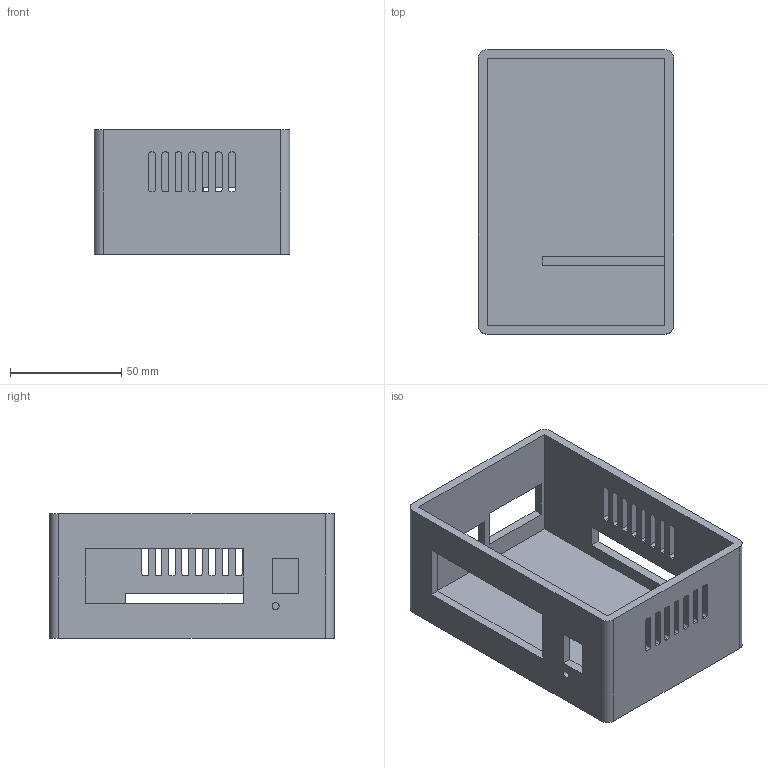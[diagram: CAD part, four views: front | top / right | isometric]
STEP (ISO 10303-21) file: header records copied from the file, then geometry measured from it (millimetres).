
FILE_DESCRIPTION(('STEP AP242'), '1');
FILE_NAME('êîðïóñ v5', '2026-01-20T12:19:54', ('amir'), (''), 'C3D Converter', 'C3D Toolkit', '');
FILE_SCHEMA(('AP242_MANAGED_MODEL_BASED_3D_ENGINEERING_MIM_LF { 1 0 10303 442 1 1 4 }'));
Length unit declared in the file: millimetre
Bounding box: 88 x 128 x 56 mm (x, y, z)
Volume: 117792.2 mm3; surface area: 65473.8 mm2
Topology: 1 solids, 1 shells, 164 faces, 483 edges, 322 vertices
Faces by surface type: plane 99, cylinder 65
Full cylindrical faces by diameter (mm): 3.2 x1
Entity records: 5596 total; most frequent: CARTESIAN_POINT 969, ORIENTED_EDGE 964, DIRECTION 942, EDGE_CURVE 482, LINE 352, VECTOR 352, VERTEX_POINT 322, AXIS2_PLACEMENT_3D 295
